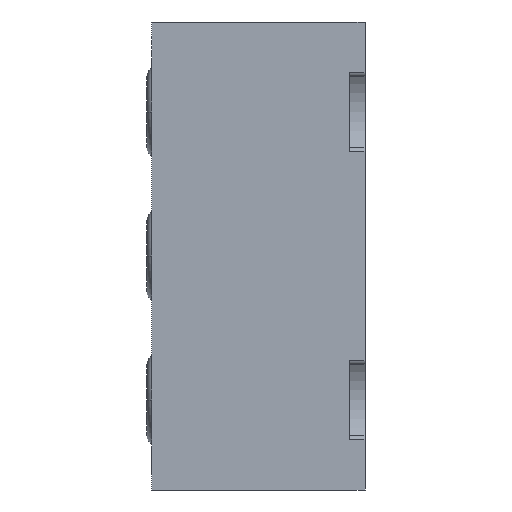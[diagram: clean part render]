
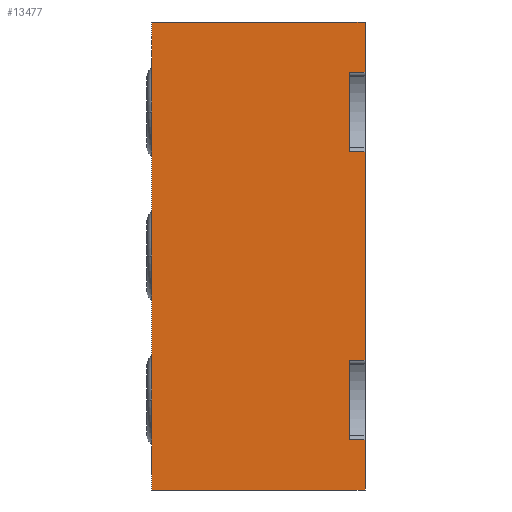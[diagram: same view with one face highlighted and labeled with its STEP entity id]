
A CAD part, front view. The second image highlights one B-rep face of the part: STEP entity #13477.
In plain terms, the highlighted planar face has unit normal (0, -1, 0).
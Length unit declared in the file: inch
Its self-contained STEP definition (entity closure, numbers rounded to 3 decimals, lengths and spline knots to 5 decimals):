
#1512=DIRECTION('',(0.,0.,1.));
#1513=VECTOR('',#1512,0.34791);
#1514=CARTESIAN_POINT('',(0.73,0.,-0.34791));
#1515=LINE('',#1514,#1513);
#1552=DIRECTION('',(0.,0.,1.));
#1553=VECTOR('',#1552,0.34791);
#1554=CARTESIAN_POINT('',(0.73,0.,-3.25));
#1555=LINE('',#1554,#1553);
#1576=DIRECTION('',(0.,0.,1.));
#1577=VECTOR('',#1576,1.44581);
#1578=CARTESIAN_POINT('',(0.73,0.,-2.34791));
#1579=LINE('',#1578,#1577);
#1614=DIRECTION('',(-1.,0.,0.));
#1615=VECTOR('',#1614,0.105);
#1616=CARTESIAN_POINT('',(0.73,0.,-0.90209));
#1617=LINE('',#1616,#1615);
#1648=DIRECTION('',(0.,0.,-1.));
#1649=VECTOR('',#1648,0.55419);
#1650=CARTESIAN_POINT('',(0.625,0.,-2.34791));
#1651=LINE('',#1650,#1649);
#1652=DIRECTION('',(-1.,0.,0.));
#1653=VECTOR('',#1652,1.48);
#1654=CARTESIAN_POINT('',(0.73,0.,-3.25));
#1655=LINE('',#1654,#1653);
#1656=DIRECTION('',(0.,0.,1.));
#1657=VECTOR('',#1656,3.25);
#1658=CARTESIAN_POINT('',(-0.75,0.,-3.25));
#1659=LINE('',#1658,#1657);
#1660=DIRECTION('',(0.,0.,-1.));
#1661=VECTOR('',#1660,0.55419);
#1662=CARTESIAN_POINT('',(0.625,0.,-0.34791));
#1663=LINE('',#1662,#1661);
#1668=DIRECTION('',(1.,0.,0.));
#1669=VECTOR('',#1668,0.105);
#1670=CARTESIAN_POINT('',(0.625,0.,-2.34791));
#1671=LINE('',#1670,#1669);
#1676=DIRECTION('',(-1.,0.,0.));
#1677=VECTOR('',#1676,0.105);
#1678=CARTESIAN_POINT('',(0.73,0.,-2.90209));
#1679=LINE('',#1678,#1677);
#3230=DIRECTION('',(-1.,0.,0.));
#3231=VECTOR('',#3230,1.48);
#3232=CARTESIAN_POINT('',(0.73,0.,0.));
#3233=LINE('',#3232,#3231);
#9069=DIRECTION('',(1.,0.,0.));
#9070=VECTOR('',#9069,0.105);
#9071=CARTESIAN_POINT('',(0.625,0.,-0.34791));
#9072=LINE('',#9071,#9070);
#10297=CARTESIAN_POINT('',(0.625,0.,-0.34791));
#10298=CARTESIAN_POINT('',(0.625,0.,-0.90209));
#10299=VERTEX_POINT('',#10297);
#10300=VERTEX_POINT('',#10298);
#10307=CARTESIAN_POINT('',(0.73,0.,-0.90209));
#10308=VERTEX_POINT('',#10307);
#10309=CARTESIAN_POINT('',(0.73,0.,-2.34791));
#10310=VERTEX_POINT('',#10309);
#10311=CARTESIAN_POINT('',(0.625,0.,-2.34791));
#10312=VERTEX_POINT('',#10311);
#10313=CARTESIAN_POINT('',(0.625,0.,-2.90209));
#10314=VERTEX_POINT('',#10313);
#10315=CARTESIAN_POINT('',(0.73,0.,-2.90209));
#10316=VERTEX_POINT('',#10315);
#10317=CARTESIAN_POINT('',(0.73,0.,-3.25));
#10318=VERTEX_POINT('',#10317);
#10319=CARTESIAN_POINT('',(-0.75,0.,-3.25));
#10320=VERTEX_POINT('',#10319);
#10321=CARTESIAN_POINT('',(-0.75,0.,0.));
#10322=VERTEX_POINT('',#10321);
#10323=CARTESIAN_POINT('',(0.73,0.,0.));
#10324=VERTEX_POINT('',#10323);
#10325=CARTESIAN_POINT('',(0.73,0.,-0.34791));
#10326=VERTEX_POINT('',#10325);
#13451=CARTESIAN_POINT('',(-0.75,0.,0.));
#13452=DIRECTION('',(0.,-1.,0.));
#13453=DIRECTION('',(0.,0.,-1.));
#13454=AXIS2_PLACEMENT_3D('',#13451,#13452,#13453);
#13455=PLANE('',#13454);
#13456=ORIENTED_EDGE('',*,*,#13375,.F.);
#13457=ORIENTED_EDGE('',*,*,#13337,.F.);
#13459=ORIENTED_EDGE('',*,*,#13458,.F.);
#13461=ORIENTED_EDGE('',*,*,#13460,.T.);
#13463=ORIENTED_EDGE('',*,*,#13462,.F.);
#13464=ORIENTED_EDGE('',*,*,#13327,.F.);
#13466=ORIENTED_EDGE('',*,*,#13465,.T.);
#13468=ORIENTED_EDGE('',*,*,#13467,.T.);
#13470=ORIENTED_EDGE('',*,*,#13469,.F.);
#13471=ORIENTED_EDGE('',*,*,#13315,.F.);
#13473=ORIENTED_EDGE('',*,*,#13472,.F.);
#13474=ORIENTED_EDGE('',*,*,#13423,.T.);
#13475=EDGE_LOOP('',(#13456,#13457,#13459,#13461,#13463,#13464,#13466,#13468,
#13470,#13471,#13473,#13474));
#13476=FACE_OUTER_BOUND('',#13475,.F.);
#13315=EDGE_CURVE('',#10326,#10324,#1515,.T.);
#13327=EDGE_CURVE('',#10318,#10316,#1555,.T.);
#13337=EDGE_CURVE('',#10310,#10308,#1579,.T.);
#13375=EDGE_CURVE('',#10308,#10300,#1617,.T.);
#13423=EDGE_CURVE('',#10299,#10300,#1663,.T.);
#13458=EDGE_CURVE('',#10312,#10310,#1671,.T.);
#13460=EDGE_CURVE('',#10312,#10314,#1651,.T.);
#13462=EDGE_CURVE('',#10316,#10314,#1679,.T.);
#13465=EDGE_CURVE('',#10318,#10320,#1655,.T.);
#13467=EDGE_CURVE('',#10320,#10322,#1659,.T.);
#13469=EDGE_CURVE('',#10324,#10322,#3233,.T.);
#13472=EDGE_CURVE('',#10299,#10326,#9072,.T.);
#13477=ADVANCED_FACE('',(#13476),#13455,.T.);
